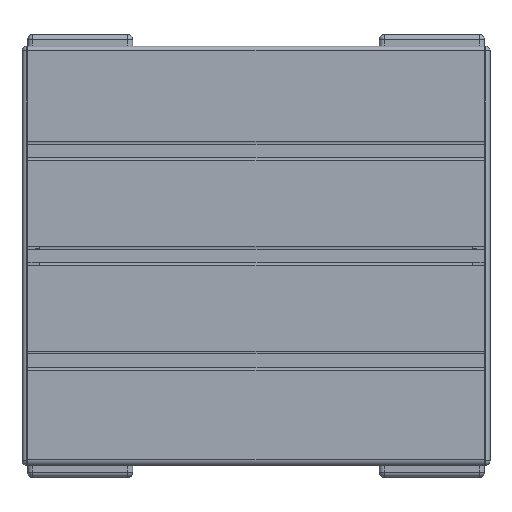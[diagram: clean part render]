
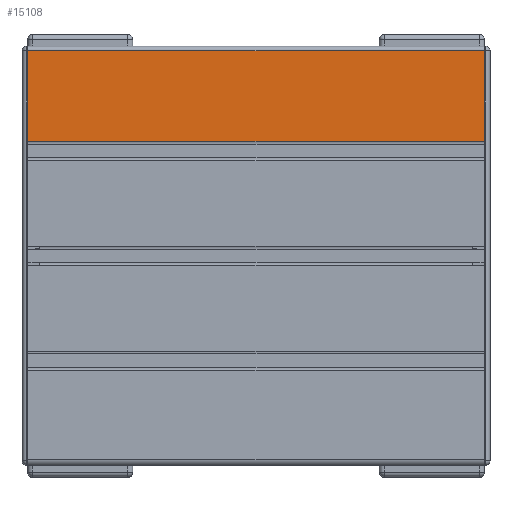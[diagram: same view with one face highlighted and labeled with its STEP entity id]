
A CAD part, top view. The second image highlights one B-rep face of the part: STEP entity #15108.
In plain terms, the highlighted face is planar.
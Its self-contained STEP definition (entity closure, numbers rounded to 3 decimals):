
#2622=FACE_OUTER_BOUND($,#3628,.T.);
#3628=EDGE_LOOP($,(#13418,#13419,#13420,#13421));
#4627=LINE($,#26665,#5872);
#4762=LINE($,#26973,#6007);
#4802=LINE($,#27062,#6047);
#4805=LINE($,#27071,#6050);
#5872=VECTOR($,#20870,38.9);
#6007=VECTOR($,#21163,196.);
#6047=VECTOR($,#21255,38.9);
#6050=VECTOR($,#21266,196.);
#7254=VERTEX_POINT($,#26662);
#7255=VERTEX_POINT($,#26664);
#7349=VERTEX_POINT($,#26972);
#7372=VERTEX_POINT($,#27061);
#9192=EDGE_CURVE($,#7254,#7255,#4627,.T.);
#9346=EDGE_CURVE($,#7349,#7255,#4762,.T.);
#9391=EDGE_CURVE($,#7372,#7349,#4802,.T.);
#9397=EDGE_CURVE($,#7254,#7372,#4805,.T.);
#13418=ORIENTED_EDGE($,*,*,#9346,.T.);
#13419=ORIENTED_EDGE($,*,*,#9192,.F.);
#13420=ORIENTED_EDGE($,*,*,#9397,.T.);
#13421=ORIENTED_EDGE($,*,*,#9391,.T.);
#14253=PLANE($,#16821);
#15108=ADVANCED_FACE($,(#2622),#14253,.T.);
#16821=AXIS2_PLACEMENT_3D($,#27070,#21264,#21265);
#20870=DIRECTION($,(-1.,0.,0.));
#21163=DIRECTION($,(0.,0.,-1.));
#21255=DIRECTION($,(-1.,0.,0.));
#21264=DIRECTION('center_axis',(0.,-1.,0.));
#21265=DIRECTION('ref_axis',(0.,0.,-1.));
#21266=DIRECTION($,(0.,0.,1.));
#26662=CARTESIAN_POINT('',(88.,-9.25,0.));
#26664=CARTESIAN_POINT('',(49.1,-9.25,0.));
#26665=CARTESIAN_POINT($,(-24.55,-9.25,0.));
#26972=CARTESIAN_POINT('',(49.1,-9.25,196.));
#26973=CARTESIAN_POINT($,(49.1,-9.25,0.));
#27061=CARTESIAN_POINT('',(88.,-9.25,196.));
#27062=CARTESIAN_POINT($,(-24.55,-9.25,196.));
#27070=CARTESIAN_POINT('Origin',(-49.1,-9.25,0.));
#27071=CARTESIAN_POINT($,(88.,-9.25,0.));
